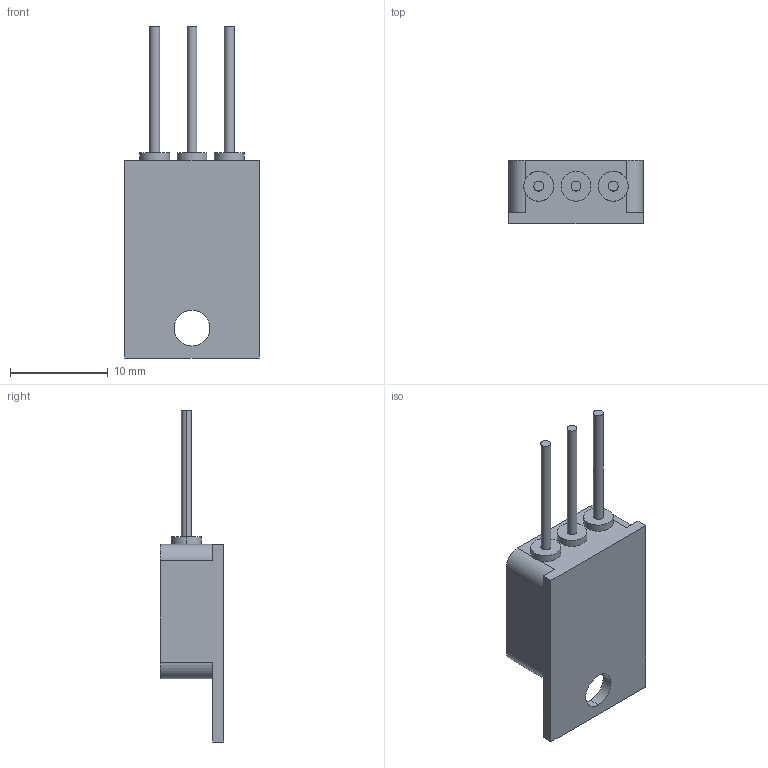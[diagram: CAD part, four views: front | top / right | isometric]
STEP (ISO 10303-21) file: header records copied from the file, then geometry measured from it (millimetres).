
FILE_DESCRIPTION (( 'STEP AP203' ), '1' );
FILE_NAME ('D100720G-STEP Rev A.STEP', '2021-11-11T13:52:54', ( '' ), ( '' ), 'SwSTEP 2.0', 'SolidWorks 2018', '' );
FILE_SCHEMA (( 'CONFIG_CONTROL_DESIGN' ));
Length unit declared in the file: inch
Products named in the file (1): D100720G-STEP Rev A
Bounding box: 13.72 x 6.48 x 33.91 mm (x, y, z)
Volume: 1343.6 mm3; surface area: 1049.5 mm2
Topology: 1 solids, 1 shells, 234 faces, 605 edges, 402 vertices
Faces by surface type: plane 163, bspline 44, cylinder 27
Entity records: 9638 total; most frequent: CARTESIAN_POINT 4070, ORIENTED_EDGE 1210, DIRECTION 957, EDGE_CURVE 605, LINE 459, VECTOR 459, VERTEX_POINT 402, EDGE_LOOP 265
